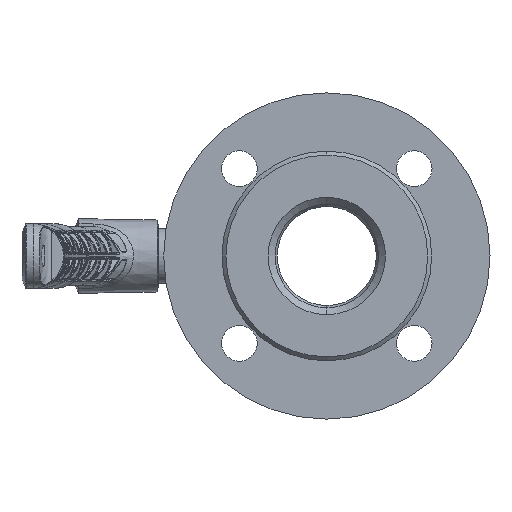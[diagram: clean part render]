
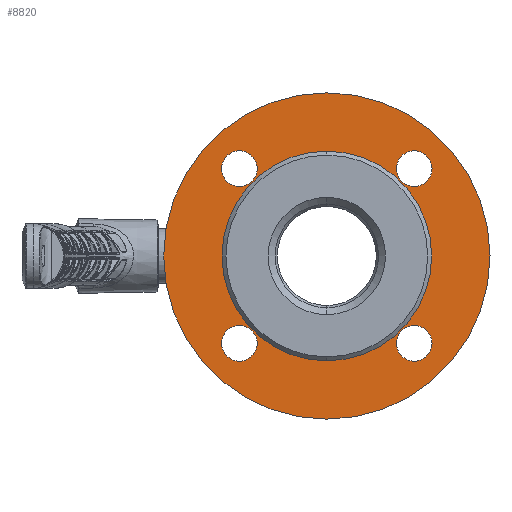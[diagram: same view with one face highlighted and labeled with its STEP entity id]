
A CAD part, left-side view. The second image highlights one B-rep face of the part: STEP entity #8820.
In plain terms, the highlighted planar face has unit normal (-1, 0, 0).
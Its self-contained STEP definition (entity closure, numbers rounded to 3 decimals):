
#81 = AXIS2_PLACEMENT_3D ( 'NONE', #7233, #28142, #6883 ) ;
#826 = ORIENTED_EDGE ( 'NONE', *, *, #8430, .F. ) ;
#1030 = AXIS2_PLACEMENT_3D ( 'NONE', #29690, #28988, #26680 ) ;
#1141 = DIRECTION ( 'NONE',  ( 0., 0., -1. ) ) ;
#1186 = CARTESIAN_POINT ( 'NONE',  ( -113., 44.194, -53.194 ) ) ;
#1307 = CIRCLE ( 'NONE', #13086, 82.5 ) ;
#1368 = FACE_OUTER_BOUND ( 'NONE', #19576, .T. ) ;
#1534 = AXIS2_PLACEMENT_3D ( 'NONE', #7187, #14924, #17717 ) ;
#1744 = VERTEX_POINT ( 'NONE', #13644 ) ;
#1867 = VERTEX_POINT ( 'NONE', #3795 ) ;
#2095 = EDGE_CURVE ( 'NONE', #18639, #1744, #22866, .T. ) ;
#3013 = ORIENTED_EDGE ( 'NONE', *, *, #7530, .F. ) ;
#3164 = DIRECTION ( 'NONE',  ( -1., 0., 0. ) ) ;
#3367 = VERTEX_POINT ( 'NONE', #31636 ) ;
#3717 = ORIENTED_EDGE ( 'NONE', *, *, #33773, .F. ) ;
#3756 = CIRCLE ( 'NONE', #21723, 82.5 ) ;
#3784 = EDGE_CURVE ( 'NONE', #3367, #32725, #6396, .T. ) ;
#3795 = CARTESIAN_POINT ( 'NONE',  ( -113., 0., 82.5 ) ) ;
#4148 = ORIENTED_EDGE ( 'NONE', *, *, #17299, .F. ) ;
#4384 = CARTESIAN_POINT ( 'NONE',  ( -113., 44.194, 53.194 ) ) ;
#4576 = AXIS2_PLACEMENT_3D ( 'NONE', #19711, #11451, #16889 ) ;
#5162 = ORIENTED_EDGE ( 'NONE', *, *, #3784, .F. ) ;
#6396 = CIRCLE ( 'NONE', #22675, 53. ) ;
#6883 = DIRECTION ( 'NONE',  ( 0., 0., 1. ) ) ;
#7133 = VERTEX_POINT ( 'NONE', #20719 ) ;
#7187 = CARTESIAN_POINT ( 'NONE',  ( -113., -44.194, 44.194 ) ) ;
#7190 = CIRCLE ( 'NONE', #1030, 9. ) ;
#7233 = CARTESIAN_POINT ( 'NONE',  ( -113., 44.194, -44.194 ) ) ;
#7530 = EDGE_CURVE ( 'NONE', #7133, #27920, #24747, .T. ) ;
#7933 = EDGE_CURVE ( 'NONE', #13212, #15019, #13318, .T. ) ;
#8177 = CARTESIAN_POINT ( 'NONE',  ( -113., -44.194, -44.194 ) ) ;
#8394 = FACE_BOUND ( 'NONE', #33150, .T. ) ;
#8430 = EDGE_CURVE ( 'NONE', #27920, #7133, #11626, .T. ) ;
#8679 = CIRCLE ( 'NONE', #17657, 9. ) ;
#8789 = AXIS2_PLACEMENT_3D ( 'NONE', #33545, #22446, #9268 ) ;
#8820 = ADVANCED_FACE ( 'NONE', ( #21765, #33026, #16637, #8394, #16468, #1368 ), #17509, .F. ) ;
#8834 = DIRECTION ( 'NONE',  ( -1., 0., 0. ) ) ;
#9070 = ORIENTED_EDGE ( 'NONE', *, *, #2095, .F. ) ;
#9211 = CARTESIAN_POINT ( 'NONE',  ( -113., 0., -53. ) ) ;
#9268 = DIRECTION ( 'NONE',  ( 0., 0., -1. ) ) ;
#9361 = DIRECTION ( 'NONE',  ( -1., 0., 0. ) ) ;
#9367 = CIRCLE ( 'NONE', #12148, 9. ) ;
#9394 = DIRECTION ( 'NONE',  ( -1., 0., 0. ) ) ;
#9440 = EDGE_CURVE ( 'NONE', #34339, #1867, #3756, .T. ) ;
#9709 = DIRECTION ( 'NONE',  ( 0., 0., 1. ) ) ;
#10150 = VERTEX_POINT ( 'NONE', #31213 ) ;
#10640 = EDGE_LOOP ( 'NONE', ( #24565, #9070 ) ) ;
#10787 = DIRECTION ( 'NONE',  ( 0., 0., -1. ) ) ;
#11451 = DIRECTION ( 'NONE',  ( -1., 0., 0. ) ) ;
#11626 = CIRCLE ( 'NONE', #15523, 9. ) ;
#12148 = AXIS2_PLACEMENT_3D ( 'NONE', #22184, #8834, #19556 ) ;
#13086 = AXIS2_PLACEMENT_3D ( 'NONE', #15329, #9361, #9709 ) ;
#13212 = VERTEX_POINT ( 'NONE', #29424 ) ;
#13318 = CIRCLE ( 'NONE', #1534, 9. ) ;
#13392 = ORIENTED_EDGE ( 'NONE', *, *, #7933, .F. ) ;
#13644 = CARTESIAN_POINT ( 'NONE',  ( -113., -44.194, -35.194 ) ) ;
#14342 = EDGE_CURVE ( 'NONE', #1867, #34339, #1307, .T. ) ;
#14456 = DIRECTION ( 'NONE',  ( -1., 0., 0. ) ) ;
#14924 = DIRECTION ( 'NONE',  ( -1., 0., 0. ) ) ;
#15019 = VERTEX_POINT ( 'NONE', #15398 ) ;
#15329 = CARTESIAN_POINT ( 'NONE',  ( -113., 0., 0. ) ) ;
#15398 = CARTESIAN_POINT ( 'NONE',  ( -113., -44.194, 53.194 ) ) ;
#15523 = AXIS2_PLACEMENT_3D ( 'NONE', #25018, #9394, #1141 ) ;
#16468 = FACE_BOUND ( 'NONE', #30603, .T. ) ;
#16637 = FACE_BOUND ( 'NONE', #19673, .T. ) ;
#16889 = DIRECTION ( 'NONE',  ( 0., 0., -1. ) ) ;
#16938 = EDGE_CURVE ( 'NONE', #15019, #13212, #9367, .T. ) ;
#17299 = EDGE_CURVE ( 'NONE', #32725, #3367, #21746, .T. ) ;
#17509 = PLANE ( 'NONE',  #8789 ) ;
#17595 = CARTESIAN_POINT ( 'NONE',  ( -113., 0., 0. ) ) ;
#17657 = AXIS2_PLACEMENT_3D ( 'NONE', #8177, #26457, #24330 ) ;
#17717 = DIRECTION ( 'NONE',  ( 0., 0., 1. ) ) ;
#18541 = DIRECTION ( 'NONE',  ( -1., 0., 0. ) ) ;
#18639 = VERTEX_POINT ( 'NONE', #29868 ) ;
#18772 = ORIENTED_EDGE ( 'NONE', *, *, #14342, .T. ) ;
#18949 = AXIS2_PLACEMENT_3D ( 'NONE', #21516, #29436, #10787 ) ;
#19556 = DIRECTION ( 'NONE',  ( 0., 0., 1. ) ) ;
#19576 = EDGE_LOOP ( 'NONE', ( #18772, #23680 ) ) ;
#19673 = EDGE_LOOP ( 'NONE', ( #826, #3013 ) ) ;
#19711 = CARTESIAN_POINT ( 'NONE',  ( -113., 44.194, 44.194 ) ) ;
#20719 = CARTESIAN_POINT ( 'NONE',  ( -113., 44.194, 35.194 ) ) ;
#21497 = EDGE_CURVE ( 'NONE', #10150, #28123, #7190, .T. ) ;
#21516 = CARTESIAN_POINT ( 'NONE',  ( -113., -44.194, -44.194 ) ) ;
#21723 = AXIS2_PLACEMENT_3D ( 'NONE', #17595, #14456, #22702 ) ;
#21746 = CIRCLE ( 'NONE', #32421, 53. ) ;
#21765 = FACE_BOUND ( 'NONE', #10640, .T. ) ;
#22146 = DIRECTION ( 'NONE',  ( 0., 0., 1. ) ) ;
#22184 = CARTESIAN_POINT ( 'NONE',  ( -113., -44.194, 44.194 ) ) ;
#22446 = DIRECTION ( 'NONE',  ( 1., 0., 0. ) ) ;
#22606 = ORIENTED_EDGE ( 'NONE', *, *, #16938, .F. ) ;
#22623 = ORIENTED_EDGE ( 'NONE', *, *, #21497, .F. ) ;
#22675 = AXIS2_PLACEMENT_3D ( 'NONE', #31933, #18541, #29278 ) ;
#22702 = DIRECTION ( 'NONE',  ( 0., 0., 1. ) ) ;
#22866 = CIRCLE ( 'NONE', #18949, 9. ) ;
#23680 = ORIENTED_EDGE ( 'NONE', *, *, #9440, .T. ) ;
#24330 = DIRECTION ( 'NONE',  ( 0., 0., -1. ) ) ;
#24565 = ORIENTED_EDGE ( 'NONE', *, *, #28224, .F. ) ;
#24747 = CIRCLE ( 'NONE', #4576, 9. ) ;
#25018 = CARTESIAN_POINT ( 'NONE',  ( -113., 44.194, 44.194 ) ) ;
#25128 = CARTESIAN_POINT ( 'NONE',  ( -113., 0., 0. ) ) ;
#26308 = CARTESIAN_POINT ( 'NONE',  ( -113., 0., -82.5 ) ) ;
#26457 = DIRECTION ( 'NONE',  ( -1., 0., 0. ) ) ;
#26680 = DIRECTION ( 'NONE',  ( 0., 0., 1. ) ) ;
#26788 = EDGE_LOOP ( 'NONE', ( #22606, #13392 ) ) ;
#27537 = CIRCLE ( 'NONE', #81, 9. ) ;
#27920 = VERTEX_POINT ( 'NONE', #4384 ) ;
#28123 = VERTEX_POINT ( 'NONE', #1186 ) ;
#28142 = DIRECTION ( 'NONE',  ( -1., 0., 0. ) ) ;
#28224 = EDGE_CURVE ( 'NONE', #1744, #18639, #8679, .T. ) ;
#28988 = DIRECTION ( 'NONE',  ( -1., 0., 0. ) ) ;
#29278 = DIRECTION ( 'NONE',  ( 0., 0., 1. ) ) ;
#29424 = CARTESIAN_POINT ( 'NONE',  ( -113., -44.194, 35.194 ) ) ;
#29436 = DIRECTION ( 'NONE',  ( -1., 0., 0. ) ) ;
#29690 = CARTESIAN_POINT ( 'NONE',  ( -113., 44.194, -44.194 ) ) ;
#29868 = CARTESIAN_POINT ( 'NONE',  ( -113., -44.194, -53.194 ) ) ;
#30603 = EDGE_LOOP ( 'NONE', ( #4148, #5162 ) ) ;
#31213 = CARTESIAN_POINT ( 'NONE',  ( -113., 44.194, -35.194 ) ) ;
#31636 = CARTESIAN_POINT ( 'NONE',  ( -113., 0., 53. ) ) ;
#31933 = CARTESIAN_POINT ( 'NONE',  ( -113., 0., 0. ) ) ;
#32421 = AXIS2_PLACEMENT_3D ( 'NONE', #25128, #3164, #22146 ) ;
#32725 = VERTEX_POINT ( 'NONE', #9211 ) ;
#33026 = FACE_BOUND ( 'NONE', #26788, .T. ) ;
#33150 = EDGE_LOOP ( 'NONE', ( #22623, #3717 ) ) ;
#33545 = CARTESIAN_POINT ( 'NONE',  ( -113., 53., 0. ) ) ;
#33773 = EDGE_CURVE ( 'NONE', #28123, #10150, #27537, .T. ) ;
#34339 = VERTEX_POINT ( 'NONE', #26308 ) ;
